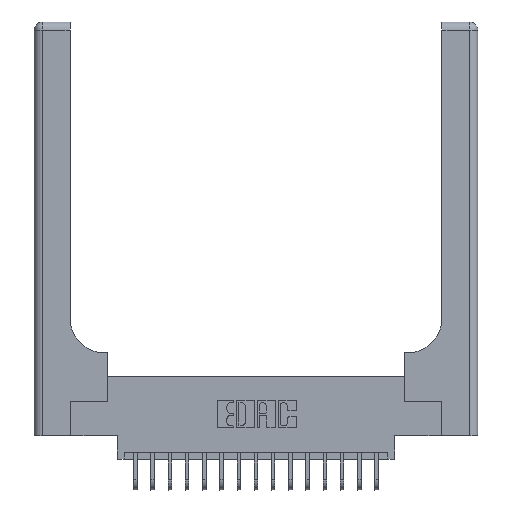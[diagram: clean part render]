
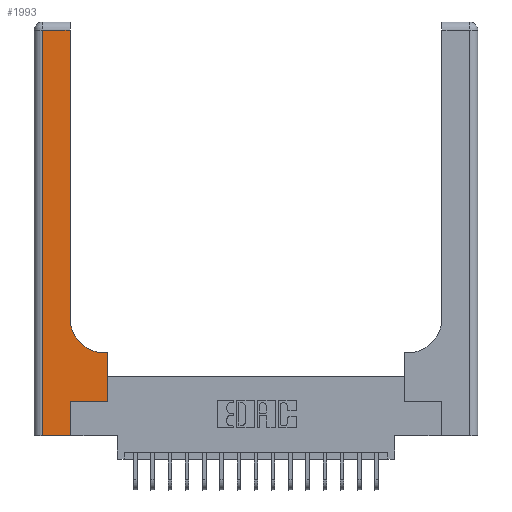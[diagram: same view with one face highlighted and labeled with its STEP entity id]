
A CAD part, top view. The second image highlights one B-rep face of the part: STEP entity #1993.
In plain terms, the highlighted planar face has unit normal (0, 0, 1).
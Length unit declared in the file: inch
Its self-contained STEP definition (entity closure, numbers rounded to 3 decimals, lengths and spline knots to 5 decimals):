
#62 = ORIENTED_EDGE ( 'NONE', *, *, #18450, .T. ) ;
#448 = CARTESIAN_POINT ( 'NONE',  ( 0.26, 0.6, 0.37 ) ) ;
#479 = EDGE_LOOP ( 'NONE', ( #12250, #20532, #5584, #7451, #62, #10328, #15581, #19122, #18640 ) ) ;
#1113 = VERTEX_POINT ( 'NONE', #17484 ) ;
#1129 = CARTESIAN_POINT ( 'NONE',  ( 0., 0., 0.37 ) ) ;
#1830 = EDGE_CURVE ( 'NONE', #4110, #9459, #1940, .T. ) ;
#1846 = CARTESIAN_POINT ( 'NONE',  ( 0.528, 0.6, 0.37 ) ) ;
#1940 = LINE ( 'NONE', #448, #16335 ) ;
#1993 = ADVANCED_FACE ( 'NONE', ( #12102 ), #8834, .F. ) ;
#2110 = LINE ( 'NONE', #11862, #4972 ) ;
#2112 = AXIS2_PLACEMENT_3D ( 'NONE', #19147, #7461, #15960 ) ;
#2141 = DIRECTION ( 'NONE',  ( -1., 0., 0. ) ) ;
#2470 = VECTOR ( 'NONE', #11036, 39.37008 ) ;
#2544 = VERTEX_POINT ( 'NONE', #19287 ) ;
#2774 = CARTESIAN_POINT ( 'NONE',  ( 0.06, 2.94, 0.37 ) ) ;
#3732 = DIRECTION ( 'NONE',  ( 0., -1., 0. ) ) ;
#4110 = VERTEX_POINT ( 'NONE', #1846 ) ;
#4198 = LINE ( 'NONE', #1129, #14771 ) ;
#4776 = CARTESIAN_POINT ( 'NONE',  ( 0.26, 0.85, 0.37 ) ) ;
#4972 = VECTOR ( 'NONE', #20148, 39.37008 ) ;
#5438 = VECTOR ( 'NONE', #10173, 39.37008 ) ;
#5584 = ORIENTED_EDGE ( 'NONE', *, *, #7292, .T. ) ;
#5718 = CARTESIAN_POINT ( 'NONE',  ( 0.06, 0., 0.37 ) ) ;
#6196 = CARTESIAN_POINT ( 'NONE',  ( 0.26, 3., 0.37 ) ) ;
#6513 = VECTOR ( 'NONE', #3732, 39.37008 ) ;
#7074 = EDGE_CURVE ( 'NONE', #9459, #16961, #9234, .T. ) ;
#7223 = CARTESIAN_POINT ( 'NONE',  ( 0.06, 3., 0.37 ) ) ;
#7292 = EDGE_CURVE ( 'NONE', #18191, #15866, #16680, .T. ) ;
#7436 = CARTESIAN_POINT ( 'NONE',  ( 0., 3., 0.37 ) ) ;
#7442 = EDGE_CURVE ( 'NONE', #1113, #18191, #12423, .T. ) ;
#7451 = ORIENTED_EDGE ( 'NONE', *, *, #11517, .T. ) ;
#7461 = DIRECTION ( 'NONE',  ( 0., 0., -1. ) ) ;
#7509 = CARTESIAN_POINT ( 'NONE',  ( 0.528, 0.25, 0.37 ) ) ;
#8698 = CARTESIAN_POINT ( 'NONE',  ( 0.265, 0., 0.37 ) ) ;
#8834 = PLANE ( 'NONE',  #14639 ) ;
#8953 = EDGE_CURVE ( 'NONE', #9199, #4110, #10392, .T. ) ;
#9199 = VERTEX_POINT ( 'NONE', #18597 ) ;
#9234 = CIRCLE ( 'NONE', #2112, 0.25 ) ;
#9459 = VERTEX_POINT ( 'NONE', #14634 ) ;
#9993 = VECTOR ( 'NONE', #12574, 39.37008 ) ;
#10064 = LINE ( 'NONE', #8698, #5438 ) ;
#10173 = DIRECTION ( 'NONE',  ( 0., 1., 0. ) ) ;
#10298 = EDGE_CURVE ( 'NONE', #16961, #1113, #17354, .T. ) ;
#10328 = ORIENTED_EDGE ( 'NONE', *, *, #12761, .T. ) ;
#10392 = LINE ( 'NONE', #7509, #17759 ) ;
#10402 = DIRECTION ( 'NONE',  ( 0., 0., -1. ) ) ;
#10455 = DIRECTION ( 'NONE',  ( 1., 0., 0. ) ) ;
#10712 = CARTESIAN_POINT ( 'NONE',  ( 0., 2.94, 0.37 ) ) ;
#11036 = DIRECTION ( 'NONE',  ( -1., 0., 0. ) ) ;
#11517 = EDGE_CURVE ( 'NONE', #15866, #2544, #4198, .T. ) ;
#11862 = CARTESIAN_POINT ( 'NONE',  ( 0.265, 0.25, 0.37 ) ) ;
#12102 = FACE_OUTER_BOUND ( 'NONE', #479, .T. ) ;
#12250 = ORIENTED_EDGE ( 'NONE', *, *, #10298, .T. ) ;
#12423 = LINE ( 'NONE', #10712, #2470 ) ;
#12574 = DIRECTION ( 'NONE',  ( 0., 1., 0. ) ) ;
#12761 = EDGE_CURVE ( 'NONE', #17273, #9199, #2110, .T. ) ;
#14634 = CARTESIAN_POINT ( 'NONE',  ( 0.51, 0.6, 0.37 ) ) ;
#14639 = AXIS2_PLACEMENT_3D ( 'NONE', #7436, #10402, #20387 ) ;
#14771 = VECTOR ( 'NONE', #10455, 39.37008 ) ;
#15189 = DIRECTION ( 'NONE',  ( 0., 1., 0. ) ) ;
#15478 = CARTESIAN_POINT ( 'NONE',  ( 0.265, 0.25, 0.37 ) ) ;
#15581 = ORIENTED_EDGE ( 'NONE', *, *, #8953, .T. ) ;
#15866 = VERTEX_POINT ( 'NONE', #5718 ) ;
#15960 = DIRECTION ( 'NONE',  ( 1., 0., 0. ) ) ;
#16335 = VECTOR ( 'NONE', #2141, 39.37008 ) ;
#16680 = LINE ( 'NONE', #7223, #6513 ) ;
#16961 = VERTEX_POINT ( 'NONE', #4776 ) ;
#17273 = VERTEX_POINT ( 'NONE', #15478 ) ;
#17354 = LINE ( 'NONE', #6196, #9993 ) ;
#17484 = CARTESIAN_POINT ( 'NONE',  ( 0.26, 2.94, 0.37 ) ) ;
#17759 = VECTOR ( 'NONE', #15189, 39.37008 ) ;
#18191 = VERTEX_POINT ( 'NONE', #2774 ) ;
#18450 = EDGE_CURVE ( 'NONE', #2544, #17273, #10064, .T. ) ;
#18597 = CARTESIAN_POINT ( 'NONE',  ( 0.528, 0.25, 0.37 ) ) ;
#18640 = ORIENTED_EDGE ( 'NONE', *, *, #7074, .T. ) ;
#19122 = ORIENTED_EDGE ( 'NONE', *, *, #1830, .T. ) ;
#19147 = CARTESIAN_POINT ( 'NONE',  ( 0.51, 0.85, 0.37 ) ) ;
#19287 = CARTESIAN_POINT ( 'NONE',  ( 0.265, 0., 0.37 ) ) ;
#20148 = DIRECTION ( 'NONE',  ( 1., 0., 0. ) ) ;
#20387 = DIRECTION ( 'NONE',  ( -1., 0., 0. ) ) ;
#20532 = ORIENTED_EDGE ( 'NONE', *, *, #7442, .T. ) ;
